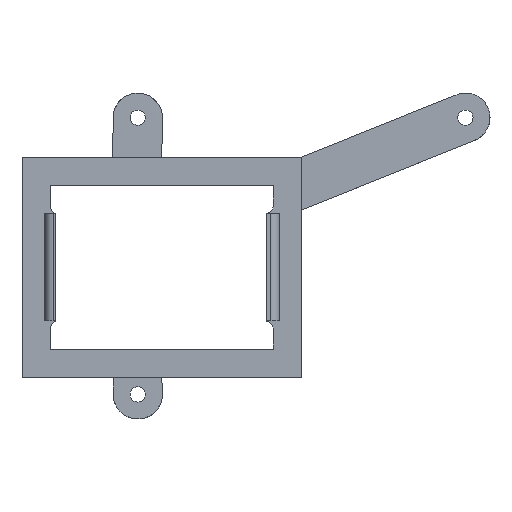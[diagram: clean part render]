
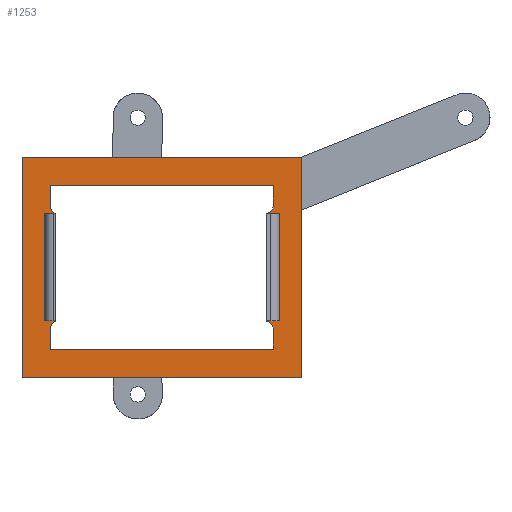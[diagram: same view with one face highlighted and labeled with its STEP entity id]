
A CAD part, top view. The second image highlights one B-rep face of the part: STEP entity #1253.
In plain terms, the highlighted planar face has unit normal (0, 0, 1).
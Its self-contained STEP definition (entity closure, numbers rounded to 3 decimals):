
#28=FACE_BOUND('',#221,.T.);
#73=CIRCLE('',#1337,1.5);
#75=CIRCLE('',#1340,1.5);
#76=CIRCLE('',#1342,1.5);
#77=CIRCLE('',#1344,1.5);
#144=FACE_OUTER_BOUND('',#220,.T.);
#220=EDGE_LOOP('',(#1074,#1075,#1076,#1077));
#221=EDGE_LOOP('',(#1078,#1079,#1080,#1081,#1082,#1083,#1084,#1085,#1086,
#1087,#1088,#1089,#1090,#1091,#1092,#1093));
#317=LINE('',#1931,#453);
#326=LINE('',#1954,#462);
#343=LINE('',#1995,#479);
#344=LINE('',#1997,#480);
#345=LINE('',#2000,#481);
#349=LINE('',#2006,#485);
#351=LINE('',#2010,#487);
#352=LINE('',#2012,#488);
#353=LINE('',#2015,#489);
#356=LINE('',#2020,#492);
#357=LINE('',#2022,#493);
#358=LINE('',#2024,#494);
#360=LINE('',#2029,#496);
#362=LINE('',#2033,#498);
#364=LINE('',#2037,#500);
#366=LINE('',#2040,#502);
#453=VECTOR('',#1557,10.);
#462=VECTOR('',#1576,10.);
#479=VECTOR('',#1621,10.);
#480=VECTOR('',#1624,10.);
#481=VECTOR('',#1627,10.);
#485=VECTOR('',#1633,10.);
#487=VECTOR('',#1637,10.);
#488=VECTOR('',#1640,10.);
#489=VECTOR('',#1643,10.);
#492=VECTOR('',#1648,10.);
#493=VECTOR('',#1651,10.);
#494=VECTOR('',#1654,10.);
#496=VECTOR('',#1658,10.);
#498=VECTOR('',#1662,10.);
#500=VECTOR('',#1666,10.);
#502=VECTOR('',#1670,10.);
#581=VERTEX_POINT('',#1928);
#582=VERTEX_POINT('',#1930);
#590=VERTEX_POINT('',#1951);
#591=VERTEX_POINT('',#1953);
#592=VERTEX_POINT('',#1957);
#594=VERTEX_POINT('',#1964);
#595=VERTEX_POINT('',#1966);
#596=VERTEX_POINT('',#1970);
#597=VERTEX_POINT('',#1972);
#598=VERTEX_POINT('',#1976);
#601=VERTEX_POINT('',#1993);
#602=VERTEX_POINT('',#1999);
#603=VERTEX_POINT('',#2004);
#604=VERTEX_POINT('',#2008);
#605=VERTEX_POINT('',#2014);
#606=VERTEX_POINT('',#2018);
#607=VERTEX_POINT('',#2026);
#608=VERTEX_POINT('',#2028);
#609=VERTEX_POINT('',#2032);
#610=VERTEX_POINT('',#2036);
#719=EDGE_CURVE('',#581,#582,#317,.T.);
#730=EDGE_CURVE('',#590,#591,#326,.T.);
#732=EDGE_CURVE('',#582,#592,#73,.T.);
#737=EDGE_CURVE('',#595,#594,#75,.F.);
#740=EDGE_CURVE('',#597,#596,#76,.F.);
#742=EDGE_CURVE('',#591,#598,#77,.T.);
#752=EDGE_CURVE('',#581,#601,#343,.T.);
#753=EDGE_CURVE('',#595,#601,#344,.T.);
#754=EDGE_CURVE('',#602,#592,#345,.T.);
#758=EDGE_CURVE('',#594,#603,#349,.T.);
#760=EDGE_CURVE('',#590,#604,#351,.T.);
#761=EDGE_CURVE('',#597,#604,#352,.T.);
#762=EDGE_CURVE('',#605,#598,#353,.T.);
#765=EDGE_CURVE('',#596,#606,#356,.T.);
#766=EDGE_CURVE('',#603,#605,#357,.T.);
#767=EDGE_CURVE('',#606,#602,#358,.T.);
#769=EDGE_CURVE('',#608,#607,#360,.T.);
#771=EDGE_CURVE('',#609,#608,#362,.T.);
#773=EDGE_CURVE('',#610,#609,#364,.T.);
#775=EDGE_CURVE('',#607,#610,#366,.T.);
#1074=ORIENTED_EDGE('',*,*,#775,.T.);
#1075=ORIENTED_EDGE('',*,*,#773,.T.);
#1076=ORIENTED_EDGE('',*,*,#771,.T.);
#1077=ORIENTED_EDGE('',*,*,#769,.T.);
#1078=ORIENTED_EDGE('',*,*,#762,.T.);
#1079=ORIENTED_EDGE('',*,*,#742,.F.);
#1080=ORIENTED_EDGE('',*,*,#730,.F.);
#1081=ORIENTED_EDGE('',*,*,#760,.T.);
#1082=ORIENTED_EDGE('',*,*,#761,.F.);
#1083=ORIENTED_EDGE('',*,*,#740,.T.);
#1084=ORIENTED_EDGE('',*,*,#765,.T.);
#1085=ORIENTED_EDGE('',*,*,#767,.T.);
#1086=ORIENTED_EDGE('',*,*,#754,.T.);
#1087=ORIENTED_EDGE('',*,*,#732,.F.);
#1088=ORIENTED_EDGE('',*,*,#719,.F.);
#1089=ORIENTED_EDGE('',*,*,#752,.T.);
#1090=ORIENTED_EDGE('',*,*,#753,.F.);
#1091=ORIENTED_EDGE('',*,*,#737,.T.);
#1092=ORIENTED_EDGE('',*,*,#758,.T.);
#1093=ORIENTED_EDGE('',*,*,#766,.T.);
#1191=PLANE('',#1363);
#1253=ADVANCED_FACE('',(#144,#28),#1191,.T.);
#1337=AXIS2_PLACEMENT_3D('',#1958,#1580,#1581);
#1340=AXIS2_PLACEMENT_3D('',#1967,#1589,#1590);
#1342=AXIS2_PLACEMENT_3D('',#1973,#1595,#1596);
#1344=AXIS2_PLACEMENT_3D('',#1977,#1600,#1601);
#1363=AXIS2_PLACEMENT_3D('',#2041,#1671,#1672);
#1557=DIRECTION('',(-1.,0.,0.));
#1576=DIRECTION('',(1.,0.,0.));
#1580=DIRECTION('center_axis',(0.,0.,1.));
#1581=DIRECTION('ref_axis',(0.167,-0.986,0.));
#1589=DIRECTION('center_axis',(0.,0.,1.));
#1590=DIRECTION('ref_axis',(0.167,0.986,0.));
#1595=DIRECTION('center_axis',(0.,0.,1.));
#1596=DIRECTION('ref_axis',(-0.333,-0.943,0.));
#1600=DIRECTION('center_axis',(0.,0.,1.));
#1601=DIRECTION('ref_axis',(-0.333,0.943,0.));
#1621=DIRECTION('',(0.,-1.,0.));
#1624=DIRECTION('',(1.,0.,0.));
#1627=DIRECTION('',(0.,-1.,0.));
#1633=DIRECTION('',(0.,-1.,0.));
#1637=DIRECTION('',(0.,1.,0.));
#1640=DIRECTION('',(-1.,0.,0.));
#1643=DIRECTION('',(0.,1.,0.));
#1648=DIRECTION('',(0.,1.,0.));
#1651=DIRECTION('',(-1.,0.,0.));
#1654=DIRECTION('',(1.,0.,0.));
#1658=DIRECTION('',(-1.,0.,0.));
#1662=DIRECTION('',(0.,1.,0.));
#1666=DIRECTION('',(1.,0.,0.));
#1670=DIRECTION('',(0.,-1.,0.));
#1671=DIRECTION('center_axis',(0.,0.,1.));
#1672=DIRECTION('ref_axis',(1.,0.,0.));
#1928=CARTESIAN_POINT('',(27.5,36.,1.5));
#1930=CARTESIAN_POINT('',(26.25,36.,1.5));
#1931=CARTESIAN_POINT('',(17.625,36.,1.5));
#1951=CARTESIAN_POINT('',(-12.,17.,1.5));
#1953=CARTESIAN_POINT('',(-11.,17.,1.5));
#1954=CARTESIAN_POINT('',(-2.125,17.,1.5));
#1957=CARTESIAN_POINT('',(27.5,37.479,1.5));
#1958=CARTESIAN_POINT('Origin',(26.,37.479,1.5));
#1964=CARTESIAN_POINT('',(27.5,15.521,1.5));
#1966=CARTESIAN_POINT('',(26.25,17.,1.5));
#1967=CARTESIAN_POINT('Origin',(26.,15.521,1.5));
#1970=CARTESIAN_POINT('',(-12.,37.414,1.5));
#1972=CARTESIAN_POINT('',(-11.,36.,1.5));
#1973=CARTESIAN_POINT('Origin',(-10.5,37.414,1.5));
#1976=CARTESIAN_POINT('',(-12.,15.586,1.5));
#1977=CARTESIAN_POINT('Origin',(-10.5,15.586,1.5));
#1993=CARTESIAN_POINT('',(27.5,17.,1.5));
#1995=CARTESIAN_POINT('',(27.5,12.,1.5));
#1997=CARTESIAN_POINT('',(17.,17.,1.5));
#1999=CARTESIAN_POINT('',(27.5,41.,1.5));
#2000=CARTESIAN_POINT('',(27.5,12.,1.5));
#2004=CARTESIAN_POINT('',(27.5,12.,1.5));
#2006=CARTESIAN_POINT('',(27.5,12.,1.5));
#2008=CARTESIAN_POINT('',(-12.,36.,1.5));
#2010=CARTESIAN_POINT('',(-12.,41.,1.5));
#2012=CARTESIAN_POINT('',(-1.625,36.,1.5));
#2014=CARTESIAN_POINT('',(-12.,12.,1.5));
#2015=CARTESIAN_POINT('',(-12.,41.,1.5));
#2018=CARTESIAN_POINT('',(-12.,41.,1.5));
#2020=CARTESIAN_POINT('',(-12.,41.,1.5));
#2022=CARTESIAN_POINT('',(-12.,12.,1.5));
#2024=CARTESIAN_POINT('',(27.5,41.,1.5));
#2026=CARTESIAN_POINT('',(-17.,46.,1.5));
#2028=CARTESIAN_POINT('',(32.5,46.,1.5));
#2029=CARTESIAN_POINT('',(32.5,46.,1.5));
#2032=CARTESIAN_POINT('',(32.5,7.,1.5));
#2033=CARTESIAN_POINT('',(32.5,7.,1.5));
#2036=CARTESIAN_POINT('',(-17.,7.,1.5));
#2037=CARTESIAN_POINT('',(-17.,7.,1.5));
#2040=CARTESIAN_POINT('',(-17.,46.,1.5));
#2041=CARTESIAN_POINT('Origin',(7.75,26.5,1.5));
